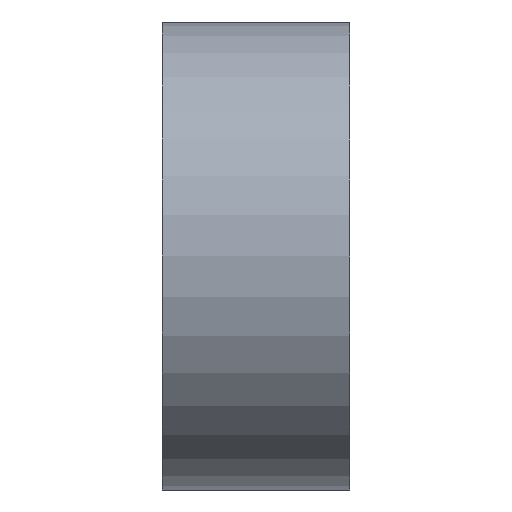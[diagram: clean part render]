
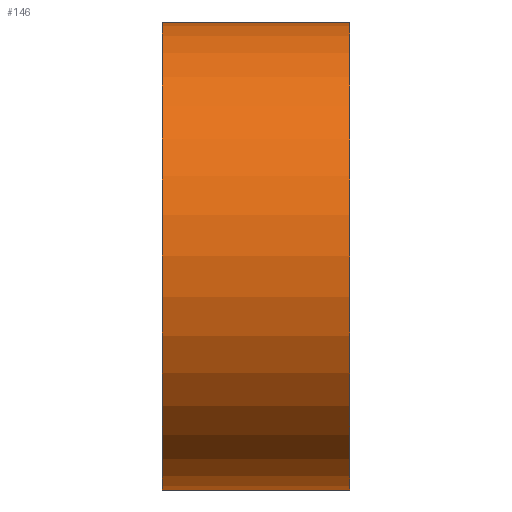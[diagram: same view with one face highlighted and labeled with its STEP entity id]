
A CAD part, left-side view. The second image highlights one B-rep face of the part: STEP entity #146.
In plain terms, the highlighted cylindrical face has radius 3.75 mm (diameter 7.5 mm), a partial arc.
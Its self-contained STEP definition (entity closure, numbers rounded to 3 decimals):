
#28=FACE_OUTER_BOUND('',#38,.T.);
#38=EDGE_LOOP('',(#123,#124,#125,#126));
#50=LINE('',#263,#60);
#51=LINE('',#267,#61);
#60=VECTOR('',#221,10.);
#61=VECTOR('',#226,10.);
#68=CIRCLE('',#180,3.75);
#70=CIRCLE('',#185,3.75);
#75=VERTEX_POINT('',#246);
#78=VERTEX_POINT('',#251);
#81=VERTEX_POINT('',#261);
#82=VERTEX_POINT('',#265);
#92=EDGE_CURVE('',#78,#75,#68,.T.);
#97=EDGE_CURVE('',#78,#81,#50,.T.);
#98=EDGE_CURVE('',#82,#81,#70,.T.);
#99=EDGE_CURVE('',#75,#82,#51,.T.);
#123=ORIENTED_EDGE('',*,*,#97,.T.);
#124=ORIENTED_EDGE('',*,*,#98,.F.);
#125=ORIENTED_EDGE('',*,*,#99,.F.);
#126=ORIENTED_EDGE('',*,*,#92,.F.);
#140=CYLINDRICAL_SURFACE('',#184,3.75);
#146=ADVANCED_FACE('',(#28),#140,.T.);
#180=AXIS2_PLACEMENT_3D('',#253,#210,#211);
#184=AXIS2_PLACEMENT_3D('',#264,#222,#223);
#185=AXIS2_PLACEMENT_3D('',#266,#224,#225);
#210=DIRECTION('center_axis',(0.,-1.,0.));
#211=DIRECTION('ref_axis',(0.,0.,-1.));
#221=DIRECTION('',(0.,1.,0.));
#222=DIRECTION('center_axis',(0.,1.,0.));
#223=DIRECTION('ref_axis',(0.,0.,-1.));
#224=DIRECTION('center_axis',(0.,1.,0.));
#225=DIRECTION('ref_axis',(0.,0.,-1.));
#226=DIRECTION('',(0.,1.,0.));
#246=CARTESIAN_POINT('',(-9.37,-1.5,-3.75));
#251=CARTESIAN_POINT('',(-9.37,-1.5,3.75));
#253=CARTESIAN_POINT('Origin',(-9.37,-1.5,0.));
#261=CARTESIAN_POINT('',(-9.37,1.5,3.75));
#263=CARTESIAN_POINT('',(-9.37,0.,3.75));
#264=CARTESIAN_POINT('Origin',(-9.37,0.,0.));
#265=CARTESIAN_POINT('',(-9.37,1.5,-3.75));
#266=CARTESIAN_POINT('Origin',(-9.37,1.5,0.));
#267=CARTESIAN_POINT('',(-9.37,0.,-3.75));
